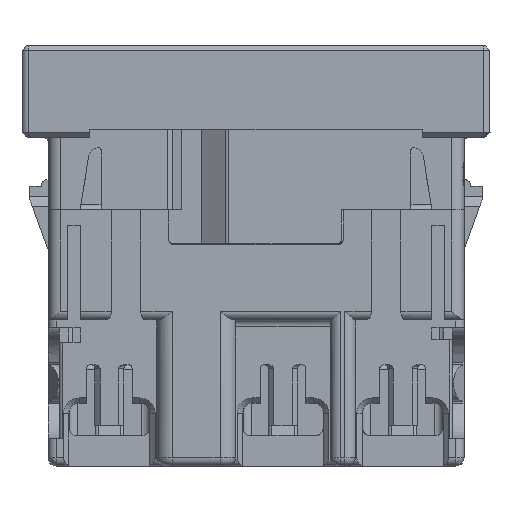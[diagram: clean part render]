
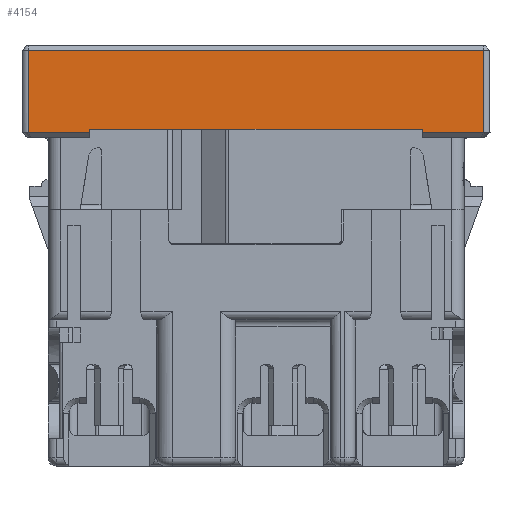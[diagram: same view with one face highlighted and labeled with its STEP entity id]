
A CAD part, left-side view. The second image highlights one B-rep face of the part: STEP entity #4154.
In plain terms, the highlighted planar face has unit normal (-1, 0, 0).
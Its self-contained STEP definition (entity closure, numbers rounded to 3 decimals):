
#1647 = ORIENTED_EDGE ( 'NONE', *, *, #41523, .F. ) ;
#3858 = DIRECTION ( 'NONE',  ( 0., 0., 1. ) ) ;
#4154 = ADVANCED_FACE ( 'NONE', ( #60093 ), #117461, .T. ) ;
#6473 = LINE ( 'NONE', #16969, #99610 ) ;
#8343 = CARTESIAN_POINT ( 'NONE',  ( 27.247, 33.293, 8. ) ) ;
#8403 = EDGE_CURVE ( 'NONE', #46898, #43612, #40729, .T. ) ;
#8797 = DIRECTION ( 'NONE',  ( 0., 0., 1. ) ) ;
#12506 = CARTESIAN_POINT ( 'NONE',  ( 27.247, 26.793, 0. ) ) ;
#16874 = VECTOR ( 'NONE', #23363, 1000. ) ;
#16969 = CARTESIAN_POINT ( 'NONE',  ( 27.247, 33.293, -3.06 ) ) ;
#21389 = CARTESIAN_POINT ( 'NONE',  ( 27.247, 33.293, 8.3 ) ) ;
#21746 = LINE ( 'NONE', #97058, #115339 ) ;
#23363 = DIRECTION ( 'NONE',  ( 0., 1., 0. ) ) ;
#27795 = ORIENTED_EDGE ( 'NONE', *, *, #44708, .T. ) ;
#29924 = ORIENTED_EDGE ( 'NONE', *, *, #35335, .F. ) ;
#34978 = EDGE_CURVE ( 'NONE', #119893, #43612, #6473, .T. ) ;
#35335 = EDGE_CURVE ( 'NONE', #64539, #85790, #45852, .T. ) ;
#39346 = CARTESIAN_POINT ( 'NONE',  ( 27.247, 26.793, 8.3 ) ) ;
#40729 = LINE ( 'NONE', #58654, #16874 ) ;
#41523 = EDGE_CURVE ( 'NONE', #85790, #119893, #122029, .T. ) ;
#42266 = VERTEX_POINT ( 'NONE', #77099 ) ;
#43612 = VERTEX_POINT ( 'NONE', #21389 ) ;
#44644 = CARTESIAN_POINT ( 'NONE',  ( 27.247, 65.293, -3.06 ) ) ;
#44708 = EDGE_CURVE ( 'NONE', #54579, #42266, #83647, .T. ) ;
#45248 = DIRECTION ( 'NONE',  ( 0., 0., -1. ) ) ;
#45852 = LINE ( 'NONE', #44644, #85781 ) ;
#46644 = CARTESIAN_POINT ( 'NONE',  ( 27.247, 71.193, 0. ) ) ;
#46898 = VERTEX_POINT ( 'NONE', #87851 ) ;
#50193 = DIRECTION ( 'NONE',  ( 0., 1., 0. ) ) ;
#54579 = VERTEX_POINT ( 'NONE', #87376 ) ;
#58654 = CARTESIAN_POINT ( 'NONE',  ( 27.247, 26.793, 8.3 ) ) ;
#58825 = CARTESIAN_POINT ( 'NONE',  ( 27.247, 27.393, 0. ) ) ;
#60093 = FACE_OUTER_BOUND ( 'NONE', #89948, .T. ) ;
#64059 = ORIENTED_EDGE ( 'NONE', *, *, #105096, .F. ) ;
#64539 = VERTEX_POINT ( 'NONE', #90210 ) ;
#65897 = ORIENTED_EDGE ( 'NONE', *, *, #8403, .T. ) ;
#67990 = EDGE_CURVE ( 'NONE', #86265, #46898, #94625, .T. ) ;
#69245 = ORIENTED_EDGE ( 'NONE', *, *, #106039, .T. ) ;
#69344 = DIRECTION ( 'NONE',  ( -1., 0., 0. ) ) ;
#71372 = CARTESIAN_POINT ( 'NONE',  ( 27.247, 27.393, 0.4 ) ) ;
#77099 = CARTESIAN_POINT ( 'NONE',  ( 27.247, 71.193, 0.4 ) ) ;
#78151 = AXIS2_PLACEMENT_3D ( 'NONE', #12506, #69344, #3858 ) ;
#78999 = ORIENTED_EDGE ( 'NONE', *, *, #34978, .F. ) ;
#81938 = VECTOR ( 'NONE', #112775, 1000. ) ;
#83286 = VECTOR ( 'NONE', #8797, 1000. ) ;
#83624 = DIRECTION ( 'NONE',  ( 0., 0., 1. ) ) ;
#83647 = LINE ( 'NONE', #46644, #88412 ) ;
#84364 = CARTESIAN_POINT ( 'NONE',  ( 27.247, 65.369, 8. ) ) ;
#85781 = VECTOR ( 'NONE', #45248, 1000. ) ;
#85790 = VERTEX_POINT ( 'NONE', #111699 ) ;
#86265 = VERTEX_POINT ( 'NONE', #71372 ) ;
#87376 = CARTESIAN_POINT ( 'NONE',  ( 27.247, 71.193, 8.3 ) ) ;
#87851 = CARTESIAN_POINT ( 'NONE',  ( 27.247, 27.393, 8.3 ) ) ;
#88412 = VECTOR ( 'NONE', #121300, 1000. ) ;
#89948 = EDGE_LOOP ( 'NONE', ( #27795, #64059, #108876, #65897, #78999, #1647, #29924, #69245 ) ) ;
#90210 = CARTESIAN_POINT ( 'NONE',  ( 27.247, 65.293, 8.3 ) ) ;
#94625 = LINE ( 'NONE', #58825, #83286 ) ;
#95479 = LINE ( 'NONE', #39346, #81938 ) ;
#97058 = CARTESIAN_POINT ( 'NONE',  ( 27.247, 49.293, 0.4 ) ) ;
#97780 = VECTOR ( 'NONE', #112759, 1000. ) ;
#99610 = VECTOR ( 'NONE', #83624, 1000. ) ;
#105096 = EDGE_CURVE ( 'NONE', #86265, #42266, #21746, .T. ) ;
#106039 = EDGE_CURVE ( 'NONE', #64539, #54579, #95479, .T. ) ;
#108876 = ORIENTED_EDGE ( 'NONE', *, *, #67990, .T. ) ;
#111699 = CARTESIAN_POINT ( 'NONE',  ( 27.247, 65.293, 8. ) ) ;
#112759 = DIRECTION ( 'NONE',  ( 0., -1., 0. ) ) ;
#112775 = DIRECTION ( 'NONE',  ( 0., 1., 0. ) ) ;
#115339 = VECTOR ( 'NONE', #50193, 1000. ) ;
#117461 = PLANE ( 'NONE',  #78151 ) ;
#119893 = VERTEX_POINT ( 'NONE', #8343 ) ;
#121300 = DIRECTION ( 'NONE',  ( 0., 0., -1. ) ) ;
#122029 = LINE ( 'NONE', #84364, #97780 ) ;
